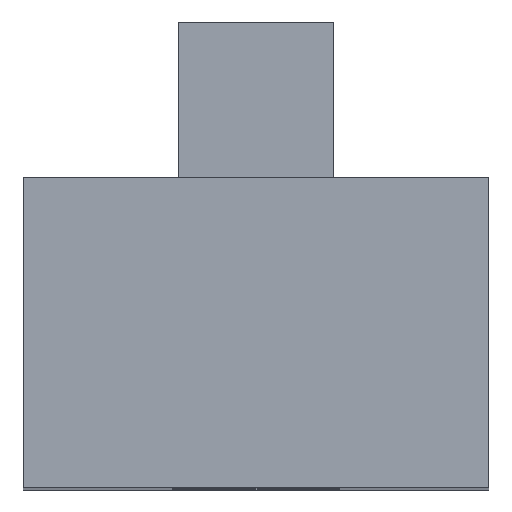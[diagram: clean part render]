
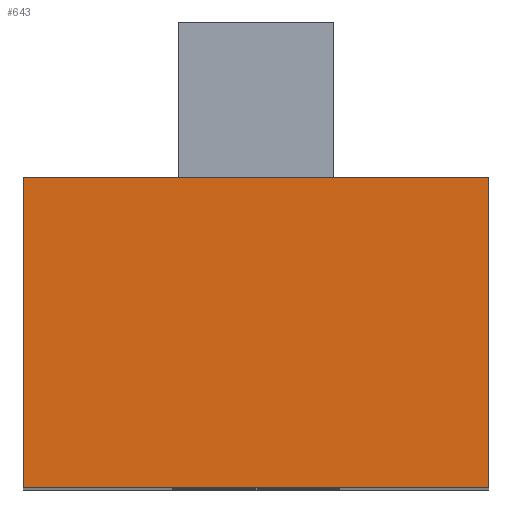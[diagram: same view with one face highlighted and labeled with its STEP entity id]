
A CAD part, top view. The second image highlights one B-rep face of the part: STEP entity #643.
In plain terms, the highlighted planar face has unit normal (0, 0, 1).
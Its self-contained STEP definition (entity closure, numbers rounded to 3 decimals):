
#53=FACE_OUTER_BOUND('',#89,.T.);
#89=EDGE_LOOP('',(#535,#536,#537,#538));
#177=LINE('',#1020,#261);
#178=LINE('',#1023,#262);
#179=LINE('',#1025,#263);
#180=LINE('',#1026,#264);
#261=VECTOR('',#841,10.);
#262=VECTOR('',#844,10.);
#263=VECTOR('',#845,10.);
#264=VECTOR('',#846,10.);
#319=VERTEX_POINT('',#1016);
#320=VERTEX_POINT('',#1018);
#321=VERTEX_POINT('',#1022);
#322=VERTEX_POINT('',#1024);
#401=EDGE_CURVE('',#319,#320,#177,.T.);
#402=EDGE_CURVE('',#321,#319,#178,.T.);
#403=EDGE_CURVE('',#322,#320,#179,.T.);
#404=EDGE_CURVE('',#321,#322,#180,.T.);
#535=ORIENTED_EDGE('',*,*,#402,.T.);
#536=ORIENTED_EDGE('',*,*,#401,.T.);
#537=ORIENTED_EDGE('',*,*,#403,.F.);
#538=ORIENTED_EDGE('',*,*,#404,.F.);
#607=PLANE('',#693);
#643=ADVANCED_FACE('',(#53),#607,.T.);
#693=AXIS2_PLACEMENT_3D('',#1021,#842,#843);
#841=DIRECTION('',(0.,1.,0.));
#842=DIRECTION('center_axis',(0.,0.,1.));
#843=DIRECTION('ref_axis',(1.,0.,0.));
#844=DIRECTION('',(1.,0.,0.));
#845=DIRECTION('',(1.,0.,0.));
#846=DIRECTION('',(0.,1.,0.));
#1016=CARTESIAN_POINT('',(0.,0.,45.));
#1018=CARTESIAN_POINT('',(0.,10.,45.));
#1020=CARTESIAN_POINT('',(0.,0.,45.));
#1021=CARTESIAN_POINT('Origin',(-15.,0.,45.));
#1022=CARTESIAN_POINT('',(-15.,0.,45.));
#1023=CARTESIAN_POINT('',(-15.,0.,45.));
#1024=CARTESIAN_POINT('',(-15.,10.,45.));
#1025=CARTESIAN_POINT('',(-15.,10.,45.));
#1026=CARTESIAN_POINT('',(-15.,0.,45.));
